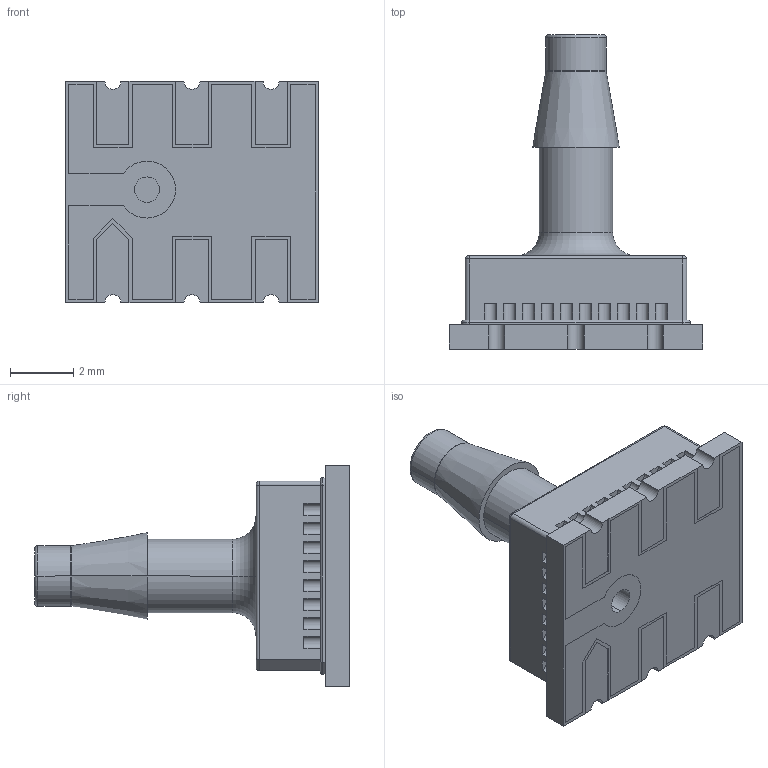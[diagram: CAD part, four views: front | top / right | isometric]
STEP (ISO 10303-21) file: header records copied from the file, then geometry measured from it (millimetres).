
FILE_DESCRIPTION (( 'STEP AP203' ), '1' );
FILE_NAME ('AABP-AN assy.STEP', '2024-08-05T19:26:45', ( '' ), ( '' ), 'SwSTEP 2.0', 'SolidWorks 2019', '' );
FILE_SCHEMA (( 'CONFIG_CONTROL_DESIGN' ));
Length unit declared in the file: millimetre
Products named in the file (4): AABP-AN assy; AS01-01-073燫ev P1; adhesive; Ceramic AABP
Assembly tree (3 placements, depth 2):
  AABP-AN assy
    Ceramic AABP
    adhesive
    AS01-01-073燫ev P1
Bounding box: 8 x 9.95 x 7 mm (x, y, z)
Volume: 155.3 mm3; surface area: 831 mm2
Topology: 13 solids, 13 shells, 823 faces, 2251 edges, 1490 vertices
Faces by surface type: plane 396, cylinder 265, bspline 135, cone 18, torus 9
Entity records: 34148 total; most frequent: CARTESIAN_POINT 13231, ORIENTED_EDGE 4502, DIRECTION 3948, EDGE_CURVE 2251, VERTEX_POINT 1490, LINE 1414, VECTOR 1414, AXIS2_PLACEMENT_3D 1267
